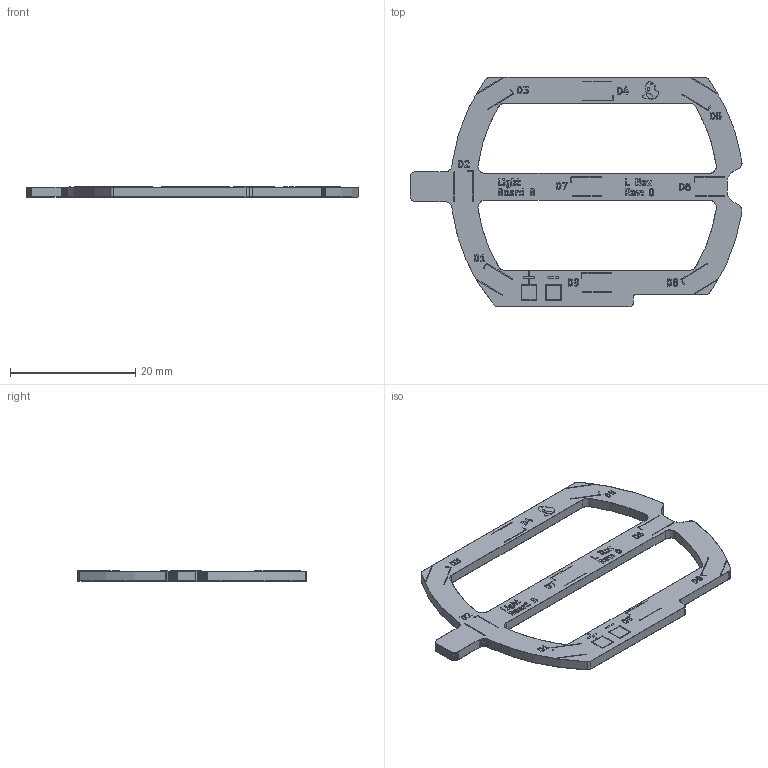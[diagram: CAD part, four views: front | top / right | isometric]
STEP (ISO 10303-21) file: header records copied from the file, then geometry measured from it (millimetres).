
FILE_DESCRIPTION(('KiCad electronic assembly'),'2;1');
FILE_NAME('Light Board - B.step','2025-08-16T16:21:06',('Pcbnew'),( 'Kicad'),'Open CASCADE STEP processor 7.8','KiCad to STEP converter' ,'Unknown');
FILE_SCHEMA(('AUTOMOTIVE_DESIGN { 1 0 10303 214 1 1 1 1 }'));
Length unit declared in the file: millimetre
Products named in the file (4): Light Board - B 1; Light Board - B_silkscreen; Light Board - B_soldermask; Light Board - B_PCB
Assembly tree (3 placements, depth 2):
  Light Board - B 1
    Light Board - B_silkscreen
    Light Board - B_soldermask
    Light Board - B_PCB
Bounding box: 53.01 x 36.59 x 1.64 mm (x, y, z)
Volume: 1157.6 mm3; surface area: 3609.1 mm2
Topology: 1 solids, 68 shells, 201 faces, 1772 edges, 1640 vertices
Faces by surface type: plane 182, cylinder 19
Entity records: 17047 total; most frequent: CARTESIAN_POINT 3617, DIRECTION 2545, ORIENTED_EDGE 2168, EDGE_CURVE 1772, VERTEX_POINT 1640, LINE 1409, VECTOR 1409, AXIS2_PLACEMENT_3D 568
